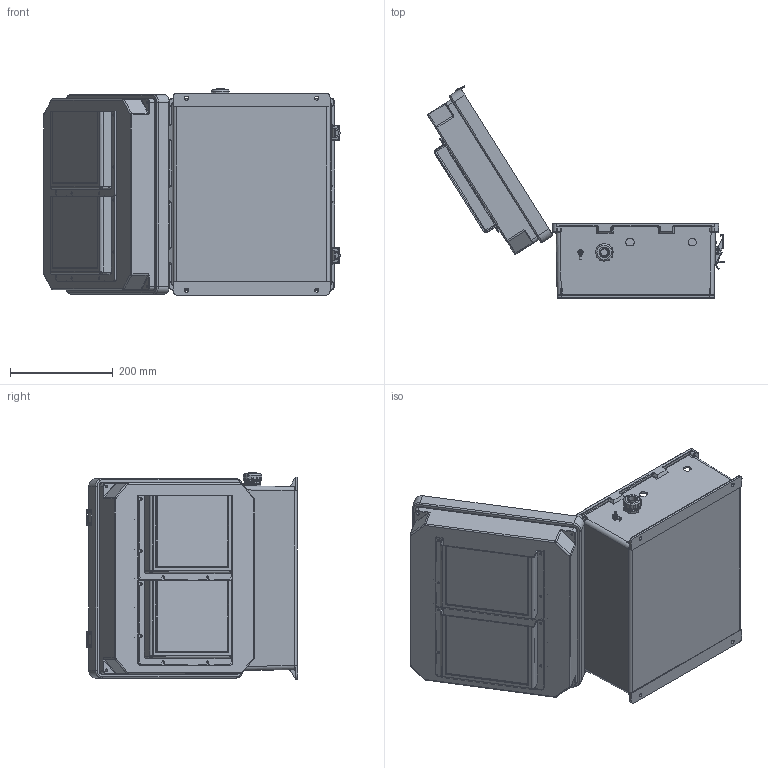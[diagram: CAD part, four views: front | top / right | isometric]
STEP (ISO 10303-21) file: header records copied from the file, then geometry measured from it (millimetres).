
FILE_DESCRIPTION (( 'STEP AP214' ), '1' );
FILE_NAME ('TEF141207-00VDR.STEP', '2018-11-20T15:39:07', ( '' ), ( '' ), 'SwSTEP 2.0', 'SolidWorks 2017', '' );
FILE_SCHEMA (( 'AUTOMOTIVE_DESIGN' ));
Length unit declared in the file: inch
Products named in the file (19): NB141207-Hinge; NB141207-Box; TEF141207-00VDR; GroundWire-14-DIN; XF1005-01; Fan Screen-120x120 ALUM; XFN-0002; XM220-01-UL; 10-32 NEMA PLATE SCREW; XCT-0011; XCT-0010; XFW-0002; XFN-0003; XCT-0005; XFS-0026; XC-0003; NB141207-DoorClasp-2; NB141207-DoorClasp-1; NB141207-Lid-Vented
Assembly tree (35 placements, depth 2):
  TEF141207-00VDR
    NB141207-Box
    NB141207-Hinge  x2
    NB141207-Lid-Vented
    NB141207-DoorClasp-1  x2
    NB141207-DoorClasp-2  x2
    XC-0003
    XFS-0026
    XCT-0005
    XFN-0003  x2
    XFW-0002
    XCT-0010
    XCT-0011
    10-32 NEMA PLATE SCREW  x4
    XM220-01-UL  x2
    XFN-0002  x8
    Fan Screen-120x120 ALUM  x2
    XF1005-01  x2
    GroundWire-14-DIN
Bounding box: 578.07 x 413.05 x 402.37 mm (x, y, z)
Volume: 2183864.5 mm3; surface area: 1442725.7 mm2
Topology: 41 solids, 42 shells, 3399 faces, 9369 edges, 6034 vertices
Faces by surface type: cylinder 1503, plane 1126, cone 420, torus 183, bspline 155, sphere 12
Full cylindrical faces by diameter (mm): 0.269 x546, 3.15 x4, 3.175 x16, 3.302 x4, 3.378 x20, 3.411 x4, 3.607 x1, 4.064 x4, 4.496 x16, 5.004 x1, 5.182 x1, 5.3 x2, 5.436 x8, 5.639 x1, 6.35 x4, 6.5 x4, 8 x4, 8.928 x4, 9.22 x1, 9.296 x4, 9.525 x1, 10 x4, 11.024 x2, 13.538 x2, 14.315 x1, 16.281 x1, 18.491 x1, 19.406 x2, 20.345 x2, 21.215 x1
Entity records: 88832 total; most frequent: CARTESIAN_POINT 29135, DIRECTION 10512, ORIENTED_EDGE 10382, EDGE_CURVE 5191, AXIS2_PLACEMENT_3D 4108, VERTEX_POINT 3631, EDGE_LOOP 3608, FACE_OUTER_BOUND 2666
